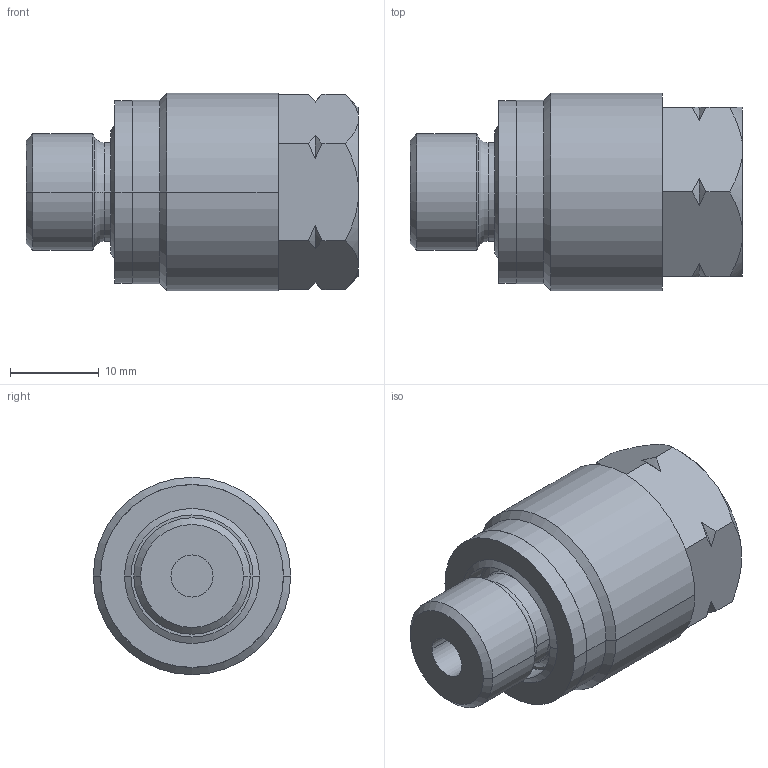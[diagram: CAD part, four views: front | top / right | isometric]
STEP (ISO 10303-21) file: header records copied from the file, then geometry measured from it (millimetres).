
FILE_DESCRIPTION((''),'2;1');
FILE_NAME('ILCM47004880','2011-02-01T',('kr'),(''),'PRO/ENGINEER BY PARAMETRIC TECHNOLOGY CORPORATION, 2007460','PRO/ENGINEER BY PARAMETRIC TECHNOLOGY CORPORATION, 2007460','');
FILE_SCHEMA(('AUTOMOTIVE_DESIGN_CC2 { 1 2 10303 214 -1 1 5 2 }'));
Length unit declared in the file: millimetre
Products named in the file (1): ILCM47004880
Bounding box: 37.39 x 22.23 x 22.23 mm (x, y, z)
Volume: 9061.8 mm3; surface area: 3886.9 mm2
Topology: 1 solids, 1 shells, 64 faces, 148 edges, 92 vertices
Faces by surface type: cone 30, cylinder 16, plane 14, torus 4
Entity records: 2072 total; most frequent: CARTESIAN_POINT 466, DIRECTION 300, ORIENTED_EDGE 296, EDGE_CURVE 148, AXIS2_PLACEMENT_3D 124, COLOUR_RGB 105, VERTEX_POINT 92, EDGE_LOOP 70
